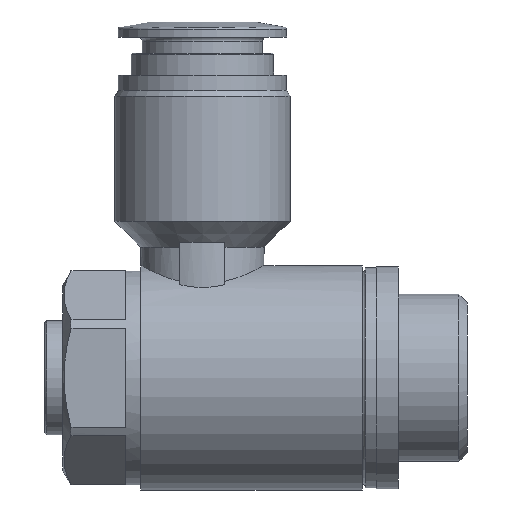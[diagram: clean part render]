
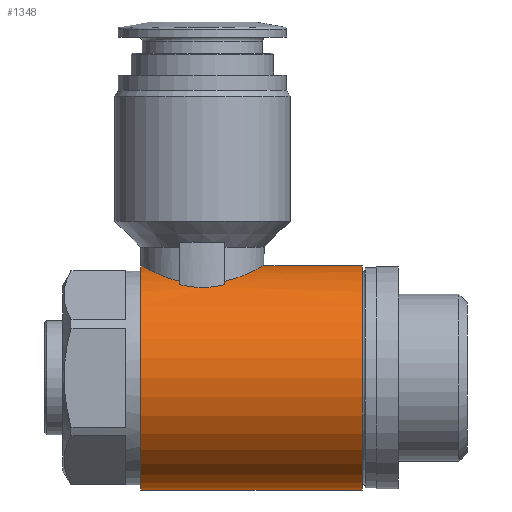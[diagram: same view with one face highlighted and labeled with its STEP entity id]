
A CAD part, left-side view. The second image highlights one B-rep face of the part: STEP entity #1348.
In plain terms, the highlighted cylindrical face has radius 11.2 mm (diameter 22.4 mm), a full revolution.
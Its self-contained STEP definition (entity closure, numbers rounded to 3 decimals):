
#129=CIRCLE('',#1422,11.2);
#130=CIRCLE('',#1423,11.2);
#131=CIRCLE('',#1424,11.2);
#132=CIRCLE('',#1425,11.2);
#133=CIRCLE('',#1426,11.2);
#134=CIRCLE('',#1427,11.2);
#193=ORIENTED_EDGE('',*,*,#419,.F.);
#194=ORIENTED_EDGE('',*,*,#420,.F.);
#195=ORIENTED_EDGE('',*,*,#421,.F.);
#196=ORIENTED_EDGE('',*,*,#422,.T.);
#197=ORIENTED_EDGE('',*,*,#423,.F.);
#198=ORIENTED_EDGE('',*,*,#424,.F.);
#199=ORIENTED_EDGE('',*,*,#425,.F.);
#200=ORIENTED_EDGE('',*,*,#426,.F.);
#201=ORIENTED_EDGE('',*,*,#427,.F.);
#202=ORIENTED_EDGE('',*,*,#428,.F.);
#203=ORIENTED_EDGE('',*,*,#429,.F.);
#419=EDGE_CURVE('',#532,#532,#129,.T.);
#420=EDGE_CURVE('',#533,#534,#130,.T.);
#421=EDGE_CURVE('',#535,#533,#619,.T.);
#422=EDGE_CURVE('',#535,#535,#131,.T.);
#423=EDGE_CURVE('',#536,#535,#620,.T.);
#424=EDGE_CURVE('',#537,#536,#132,.T.);
#425=EDGE_CURVE('',#538,#537,#621,.T.);
#426=EDGE_CURVE('',#539,#538,#133,.T.);
#427=EDGE_CURVE('',#540,#539,#622,.T.);
#428=EDGE_CURVE('',#541,#540,#134,.T.);
#429=EDGE_CURVE('',#534,#541,#623,.T.);
#532=VERTEX_POINT('',#1867);
#533=VERTEX_POINT('',#1869);
#534=VERTEX_POINT('',#1870);
#535=VERTEX_POINT('',#1876);
#536=VERTEX_POINT('',#1883);
#537=VERTEX_POINT('',#1885);
#538=VERTEX_POINT('',#1891);
#539=VERTEX_POINT('',#1893);
#540=VERTEX_POINT('',#1903);
#541=VERTEX_POINT('',#1905);
#619=B_SPLINE_CURVE_WITH_KNOTS('',3,(#1871,#1872,#1873,#1874,#1875),
 .UNSPECIFIED.,.F.,.F.,(4,1,4),(0.,0.004,
0.008),.UNSPECIFIED.);
#620=B_SPLINE_CURVE_WITH_KNOTS('',3,(#1878,#1879,#1880,#1881,#1882),
 .UNSPECIFIED.,.F.,.F.,(4,1,4),(0.032,0.035,0.039),
 .UNSPECIFIED.);
#621=B_SPLINE_CURVE_WITH_KNOTS('',3,(#1886,#1887,#1888,#1889,#1890),
 .UNSPECIFIED.,.F.,.F.,(4,1,4),(0.,0.002,0.005),
 .UNSPECIFIED.);
#622=B_SPLINE_CURVE_WITH_KNOTS('',3,(#1894,#1895,#1896,#1897,#1898,#1899,
#1900,#1901,#1902),.UNSPECIFIED.,.F.,.F.,(4,1,1,1,1,1,4),(0.012,
0.016,0.018,0.02,0.022,
0.023,0.027),.UNSPECIFIED.);
#623=B_SPLINE_CURVE_WITH_KNOTS('',3,(#1906,#1907,#1908,#1909,#1910),
 .UNSPECIFIED.,.F.,.F.,(4,1,4),(0.,0.002,0.005),
 .UNSPECIFIED.);
#640=EDGE_LOOP('',(#193));
#641=EDGE_LOOP('',(#194,#195,#196,#197,#198,#199,#200,#201,#202,#203));
#749=FACE_BOUND('',#640,.T.);
#750=FACE_BOUND('',#641,.T.);
#857=CYLINDRICAL_SURFACE('',#1421,11.2);
#1348=ADVANCED_FACE('',(#749,#750),#857,.T.);
#1421=AXIS2_PLACEMENT_3D('',#1865,#1555,#1556);
#1422=AXIS2_PLACEMENT_3D('',#1866,#1557,#1558);
#1423=AXIS2_PLACEMENT_3D('',#1868,#1559,#1560);
#1424=AXIS2_PLACEMENT_3D('',#1877,#1561,#1562);
#1425=AXIS2_PLACEMENT_3D('',#1884,#1563,#1564);
#1426=AXIS2_PLACEMENT_3D('',#1892,#1565,#1566);
#1427=AXIS2_PLACEMENT_3D('',#1904,#1567,#1568);
#1555=DIRECTION('',(0.,-1.,0.));
#1556=DIRECTION('',(0.,0.,-1.));
#1557=DIRECTION('',(0.,-1.,0.));
#1558=DIRECTION('',(0.,0.,-1.));
#1559=DIRECTION('',(0.,-1.,0.));
#1560=DIRECTION('',(0.,0.,-1.));
#1561=DIRECTION('',(0.,-1.,0.));
#1562=DIRECTION('',(0.,0.,-1.));
#1563=DIRECTION('',(0.,-1.,0.));
#1564=DIRECTION('',(0.,0.,-1.));
#1565=DIRECTION('',(0.,1.,0.));
#1566=DIRECTION('',(0.,0.,1.));
#1567=DIRECTION('',(0.,1.,0.));
#1568=DIRECTION('',(0.,0.,1.));
#1865=CARTESIAN_POINT('',(0.,-26.45,0.));
#1866=CARTESIAN_POINT('',(0.,-15.95,0.));
#1867=CARTESIAN_POINT('',(0.,-15.95,-11.2));
#1868=CARTESIAN_POINT('',(0.,2.25,0.));
#1869=CARTESIAN_POINT('',(-5.724,2.25,9.627));
#1870=CARTESIAN_POINT('',(-6.258,2.25,9.289));
#1871=CARTESIAN_POINT('',(0.,6.15,11.2));
#1872=CARTESIAN_POINT('',(-1.272,6.15,11.2));
#1873=CARTESIAN_POINT('',(-3.727,5.343,10.731));
#1874=CARTESIAN_POINT('',(-5.275,3.391,9.894));
#1875=CARTESIAN_POINT('',(-5.724,2.25,9.627));
#1876=CARTESIAN_POINT('',(0.,6.15,11.2));
#1877=CARTESIAN_POINT('',(0.,6.15,0.));
#1878=CARTESIAN_POINT('',(5.724,2.25,9.627));
#1879=CARTESIAN_POINT('',(5.271,3.4,9.896));
#1880=CARTESIAN_POINT('',(3.73,5.34,10.731));
#1881=CARTESIAN_POINT('',(1.267,6.15,11.2));
#1882=CARTESIAN_POINT('',(0.,6.15,11.2));
#1883=CARTESIAN_POINT('',(5.724,2.25,9.627));
#1884=CARTESIAN_POINT('',(0.,2.25,0.));
#1885=CARTESIAN_POINT('',(6.258,2.25,9.289));
#1886=CARTESIAN_POINT('',(6.258,-2.25,9.289));
#1887=CARTESIAN_POINT('',(6.514,-1.536,9.116));
#1888=CARTESIAN_POINT('',(6.786,-0.002,8.908));
#1889=CARTESIAN_POINT('',(6.515,1.536,9.116));
#1890=CARTESIAN_POINT('',(6.258,2.25,9.289));
#1891=CARTESIAN_POINT('',(6.258,-2.25,9.289));
#1892=CARTESIAN_POINT('',(0.,-2.25,0.));
#1893=CARTESIAN_POINT('',(5.724,-2.25,9.627));
#1894=CARTESIAN_POINT('',(-5.724,-2.25,9.627));
#1895=CARTESIAN_POINT('',(-5.272,-3.4,9.896));
#1896=CARTESIAN_POINT('',(-4.104,-4.856,10.52));
#1897=CARTESIAN_POINT('',(-1.892,-5.951,11.089));
#1898=CARTESIAN_POINT('',(-0.008,-6.248,11.255));
#1899=CARTESIAN_POINT('',(1.882,-5.955,11.091));
#1900=CARTESIAN_POINT('',(4.111,-4.855,10.519));
#1901=CARTESIAN_POINT('',(5.277,-3.386,9.893));
#1902=CARTESIAN_POINT('',(5.724,-2.25,9.627));
#1903=CARTESIAN_POINT('',(-5.724,-2.25,9.627));
#1904=CARTESIAN_POINT('',(0.,-2.25,0.));
#1905=CARTESIAN_POINT('',(-6.258,-2.25,9.289));
#1906=CARTESIAN_POINT('',(-6.258,2.25,9.289));
#1907=CARTESIAN_POINT('',(-6.514,1.536,9.116));
#1908=CARTESIAN_POINT('',(-6.786,0.002,8.908));
#1909=CARTESIAN_POINT('',(-6.515,-1.536,9.116));
#1910=CARTESIAN_POINT('',(-6.258,-2.25,9.289));
